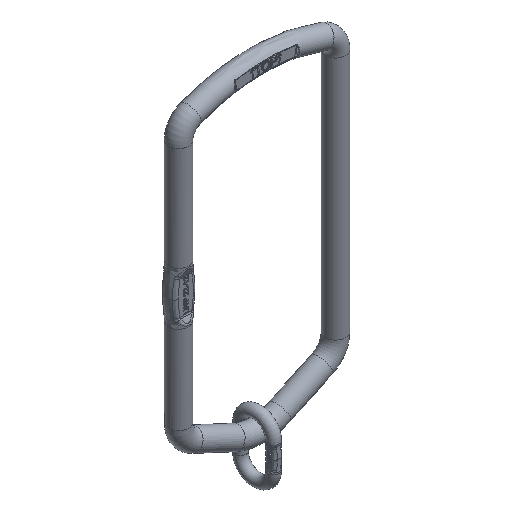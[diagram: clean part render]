
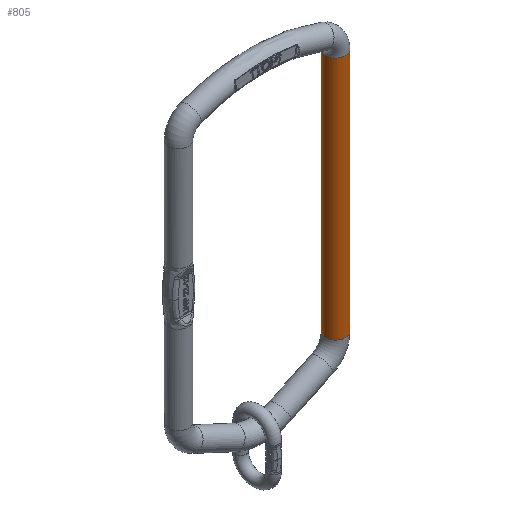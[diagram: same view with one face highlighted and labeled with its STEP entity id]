
A CAD part, isometric view. The second image highlights one B-rep face of the part: STEP entity #805.
In plain terms, the highlighted cylindrical face has radius 11.5 mm (diameter 23 mm), a full revolution.
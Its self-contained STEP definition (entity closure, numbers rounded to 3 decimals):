
#269=CYLINDRICAL_SURFACE('',#7572,11.5);
#726=CIRCLE('',#7569,11.5);
#727=CIRCLE('',#7571,11.5);
#805=ADVANCED_FACE('',(#1470,#1471),#269,.T.);
#1470=FACE_BOUND('',#1563,.T.);
#1471=FACE_BOUND('',#1564,.T.);
#1563=EDGE_LOOP('',(#2905));
#1564=EDGE_LOOP('',(#2906));
#2905=ORIENTED_EDGE('',*,*,#5733,.F.);
#2906=ORIENTED_EDGE('',*,*,#5732,.T.);
#5024=VERTEX_POINT('',#10952);
#5025=VERTEX_POINT('',#10955);
#5732=EDGE_CURVE('',#5024,#5024,#726,.T.);
#5733=EDGE_CURVE('',#5025,#5025,#727,.T.);
#7569=AXIS2_PLACEMENT_3D('',#10951,#8057,#8058);
#7571=AXIS2_PLACEMENT_3D('',#10954,#8061,#8062);
#7572=AXIS2_PLACEMENT_3D('',#10956,#8063,#8064);
#8057=DIRECTION('',(0.,0.,1.));
#8058=DIRECTION('',(0.,1.,0.));
#8061=DIRECTION('',(0.,0.,1.));
#8062=DIRECTION('',(0.,1.,0.));
#8063=DIRECTION('',(0.,0.,-1.));
#8064=DIRECTION('',(0.,1.,0.));
#10951=CARTESIAN_POINT('',(0.,89.,-129.474));
#10952=CARTESIAN_POINT('',(0.,100.5,-129.474));
#10954=CARTESIAN_POINT('',(0.,89.,147.606));
#10955=CARTESIAN_POINT('',(0.,100.5,147.606));
#10956=CARTESIAN_POINT('',(0.,89.,147.606));
